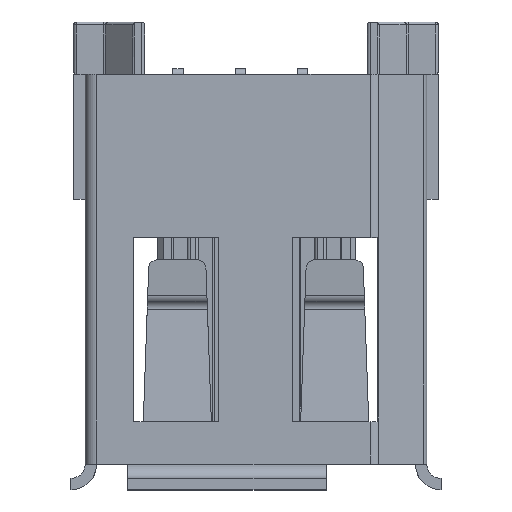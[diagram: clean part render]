
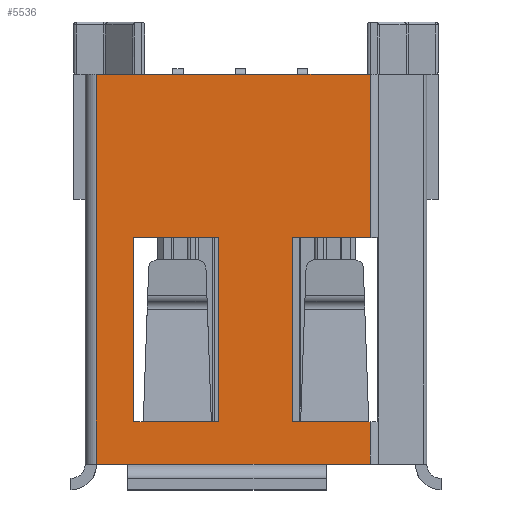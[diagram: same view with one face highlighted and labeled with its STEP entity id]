
A CAD part, top view. The second image highlights one B-rep face of the part: STEP entity #5536.
In plain terms, the highlighted planar face has unit normal (0, 0, 1).
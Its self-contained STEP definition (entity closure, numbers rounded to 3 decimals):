
#5402=AXIS2_PLACEMENT_3D('Plane Axis2P3D',#5399,#5400,#5401) ;
#2923=CARTESIAN_POINT('Vertex',(0.9,14.65,11.)) ;
#2926=CARTESIAN_POINT('Line Origine',(5.725,14.65,11.)) ;
#2930=CARTESIAN_POINT('Vertex',(10.55,14.65,11.)) ;
#5384=CARTESIAN_POINT('Vertex',(0.9,0.9,11.)) ;
#5387=CARTESIAN_POINT('Line Origine',(0.9,7.775,11.)) ;
#5399=CARTESIAN_POINT('Axis2P3D Location',(12.55,0.9,11.)) ;
#5404=CARTESIAN_POINT('Line Origine',(10.525,2.4,11.)) ;
#5408=CARTESIAN_POINT('Vertex',(10.5,2.4,11.)) ;
#5410=CARTESIAN_POINT('Vertex',(10.55,2.4,11.)) ;
#5413=CARTESIAN_POINT('Line Origine',(9.3,2.4,11.)) ;
#5417=CARTESIAN_POINT('Vertex',(8.1,2.4,11.)) ;
#5420=CARTESIAN_POINT('Line Origine',(7.95,2.4,11.)) ;
#5424=CARTESIAN_POINT('Vertex',(7.8,2.4,11.)) ;
#5427=CARTESIAN_POINT('Line Origine',(7.8,5.65,11.)) ;
#5431=CARTESIAN_POINT('Vertex',(7.8,8.9,11.)) ;
#5434=CARTESIAN_POINT('Line Origine',(9.175,8.9,11.)) ;
#5438=CARTESIAN_POINT('Vertex',(10.55,8.9,11.)) ;
#5441=CARTESIAN_POINT('Line Origine',(10.55,11.775,11.)) ;
#5446=CARTESIAN_POINT('Line Origine',(1.45,0.9,11.)) ;
#5450=CARTESIAN_POINT('Vertex',(2.,0.9,11.)) ;
#5453=CARTESIAN_POINT('Line Origine',(5.5,0.9,11.)) ;
#5457=CARTESIAN_POINT('Vertex',(9.,0.9,11.)) ;
#5460=CARTESIAN_POINT('Line Origine',(9.775,0.9,11.)) ;
#5464=CARTESIAN_POINT('Vertex',(10.55,0.9,11.)) ;
#5467=CARTESIAN_POINT('Line Origine',(10.55,1.65,11.)) ;
#5486=CARTESIAN_POINT('Line Origine',(3.7,8.9,11.)) ;
#5490=CARTESIAN_POINT('Vertex',(2.2,8.9,11.)) ;
#5492=CARTESIAN_POINT('Vertex',(5.2,8.9,11.)) ;
#5495=CARTESIAN_POINT('Line Origine',(5.2,5.65,11.)) ;
#5499=CARTESIAN_POINT('Vertex',(5.2,2.4,11.)) ;
#5502=CARTESIAN_POINT('Line Origine',(5.075,2.4,11.)) ;
#5506=CARTESIAN_POINT('Vertex',(4.95,2.4,11.)) ;
#5509=CARTESIAN_POINT('Line Origine',(3.75,2.4,11.)) ;
#5513=CARTESIAN_POINT('Vertex',(2.55,2.4,11.)) ;
#5516=CARTESIAN_POINT('Line Origine',(2.375,2.4,11.)) ;
#5520=CARTESIAN_POINT('Vertex',(2.2,2.4,11.)) ;
#5523=CARTESIAN_POINT('Line Origine',(2.2,5.65,11.)) ;
#2927=DIRECTION('Vector Direction',(-1.,0.,0.)) ;
#5388=DIRECTION('Vector Direction',(0.,1.,0.)) ;
#5400=DIRECTION('Axis2P3D Direction',(0.,0.,-1.)) ;
#5401=DIRECTION('Axis2P3D XDirection',(-1.,0.,0.)) ;
#5405=DIRECTION('Vector Direction',(-1.,0.,0.)) ;
#5414=DIRECTION('Vector Direction',(-1.,0.,0.)) ;
#5421=DIRECTION('Vector Direction',(-1.,0.,0.)) ;
#5428=DIRECTION('Vector Direction',(0.,-1.,0.)) ;
#5435=DIRECTION('Vector Direction',(1.,0.,0.)) ;
#5442=DIRECTION('Vector Direction',(0.,1.,0.)) ;
#5447=DIRECTION('Vector Direction',(-1.,0.,0.)) ;
#5454=DIRECTION('Vector Direction',(-1.,0.,0.)) ;
#5461=DIRECTION('Vector Direction',(-1.,0.,0.)) ;
#5468=DIRECTION('Vector Direction',(0.,1.,0.)) ;
#5487=DIRECTION('Vector Direction',(1.,0.,0.)) ;
#5496=DIRECTION('Vector Direction',(0.,1.,0.)) ;
#5503=DIRECTION('Vector Direction',(-1.,0.,0.)) ;
#5510=DIRECTION('Vector Direction',(-1.,0.,0.)) ;
#5517=DIRECTION('Vector Direction',(-1.,0.,0.)) ;
#5524=DIRECTION('Vector Direction',(0.,-1.,0.)) ;
#2928=VECTOR('Line Direction',#2927,1.) ;
#5389=VECTOR('Line Direction',#5388,1.) ;
#5406=VECTOR('Line Direction',#5405,1.) ;
#5415=VECTOR('Line Direction',#5414,1.) ;
#5422=VECTOR('Line Direction',#5421,1.) ;
#5429=VECTOR('Line Direction',#5428,1.) ;
#5436=VECTOR('Line Direction',#5435,1.) ;
#5443=VECTOR('Line Direction',#5442,1.) ;
#5448=VECTOR('Line Direction',#5447,1.) ;
#5455=VECTOR('Line Direction',#5454,1.) ;
#5462=VECTOR('Line Direction',#5461,1.) ;
#5469=VECTOR('Line Direction',#5468,1.) ;
#5488=VECTOR('Line Direction',#5487,1.) ;
#5497=VECTOR('Line Direction',#5496,1.) ;
#5504=VECTOR('Line Direction',#5503,1.) ;
#5511=VECTOR('Line Direction',#5510,1.) ;
#5518=VECTOR('Line Direction',#5517,1.) ;
#5525=VECTOR('Line Direction',#5524,1.) ;
#5473=ORIENTED_EDGE('',*,*,#5412,.F.) ;
#5474=ORIENTED_EDGE('',*,*,#5419,.T.) ;
#5475=ORIENTED_EDGE('',*,*,#5426,.T.) ;
#5476=ORIENTED_EDGE('',*,*,#5433,.T.) ;
#5477=ORIENTED_EDGE('',*,*,#5440,.T.) ;
#5478=ORIENTED_EDGE('',*,*,#5445,.T.) ;
#5479=ORIENTED_EDGE('',*,*,#2932,.F.) ;
#5480=ORIENTED_EDGE('',*,*,#5391,.F.) ;
#5481=ORIENTED_EDGE('',*,*,#5452,.T.) ;
#5482=ORIENTED_EDGE('',*,*,#5459,.T.) ;
#5483=ORIENTED_EDGE('',*,*,#5466,.T.) ;
#5484=ORIENTED_EDGE('',*,*,#5471,.T.) ;
#5529=ORIENTED_EDGE('',*,*,#5494,.T.) ;
#5530=ORIENTED_EDGE('',*,*,#5501,.T.) ;
#5531=ORIENTED_EDGE('',*,*,#5508,.T.) ;
#5532=ORIENTED_EDGE('',*,*,#5515,.F.) ;
#5533=ORIENTED_EDGE('',*,*,#5522,.T.) ;
#5534=ORIENTED_EDGE('',*,*,#5527,.T.) ;
#5535=FACE_BOUND('',#5528,.T.) ;
#5536=ADVANCED_FACE('FW_R4_R1H_3.1N1_RL',(#5485,#5535),#5403,.F.) ;
#2932=EDGE_CURVE('',#2924,#2931,#2929,.F.) ;
#5391=EDGE_CURVE('',#5385,#2924,#5390,.T.) ;
#5412=EDGE_CURVE('',#5409,#5411,#5407,.F.) ;
#5419=EDGE_CURVE('',#5409,#5418,#5416,.T.) ;
#5426=EDGE_CURVE('',#5418,#5425,#5423,.T.) ;
#5433=EDGE_CURVE('',#5425,#5432,#5430,.F.) ;
#5440=EDGE_CURVE('',#5432,#5439,#5437,.T.) ;
#5445=EDGE_CURVE('',#5439,#2931,#5444,.T.) ;
#5452=EDGE_CURVE('',#5385,#5451,#5449,.F.) ;
#5459=EDGE_CURVE('',#5451,#5458,#5456,.F.) ;
#5466=EDGE_CURVE('',#5458,#5465,#5463,.F.) ;
#5471=EDGE_CURVE('',#5465,#5411,#5470,.T.) ;
#5494=EDGE_CURVE('',#5491,#5493,#5489,.T.) ;
#5501=EDGE_CURVE('',#5493,#5500,#5498,.F.) ;
#5508=EDGE_CURVE('',#5500,#5507,#5505,.T.) ;
#5515=EDGE_CURVE('',#5514,#5507,#5512,.F.) ;
#5522=EDGE_CURVE('',#5514,#5521,#5519,.T.) ;
#5527=EDGE_CURVE('',#5521,#5491,#5526,.F.) ;
#5472=EDGE_LOOP('',(#5473,#5474,#5475,#5476,#5477,#5478,#5479,#5480,#5481,#5482,#5483,#5484)) ;
#5528=EDGE_LOOP('',(#5529,#5530,#5531,#5532,#5533,#5534)) ;
#5485=FACE_OUTER_BOUND('',#5472,.T.) ;
#2929=LINE('Line',#2926,#2928) ;
#5390=LINE('Line',#5387,#5389) ;
#5407=LINE('Line',#5404,#5406) ;
#5416=LINE('Line',#5413,#5415) ;
#5423=LINE('Line',#5420,#5422) ;
#5430=LINE('Line',#5427,#5429) ;
#5437=LINE('Line',#5434,#5436) ;
#5444=LINE('Line',#5441,#5443) ;
#5449=LINE('Line',#5446,#5448) ;
#5456=LINE('Line',#5453,#5455) ;
#5463=LINE('Line',#5460,#5462) ;
#5470=LINE('Line',#5467,#5469) ;
#5489=LINE('Line',#5486,#5488) ;
#5498=LINE('Line',#5495,#5497) ;
#5505=LINE('Line',#5502,#5504) ;
#5512=LINE('Line',#5509,#5511) ;
#5519=LINE('Line',#5516,#5518) ;
#5526=LINE('Line',#5523,#5525) ;
#5403=PLANE('',#5402) ;
#2924=VERTEX_POINT('',#2923) ;
#2931=VERTEX_POINT('',#2930) ;
#5385=VERTEX_POINT('',#5384) ;
#5409=VERTEX_POINT('',#5408) ;
#5411=VERTEX_POINT('',#5410) ;
#5418=VERTEX_POINT('',#5417) ;
#5425=VERTEX_POINT('',#5424) ;
#5432=VERTEX_POINT('',#5431) ;
#5439=VERTEX_POINT('',#5438) ;
#5451=VERTEX_POINT('',#5450) ;
#5458=VERTEX_POINT('',#5457) ;
#5465=VERTEX_POINT('',#5464) ;
#5491=VERTEX_POINT('',#5490) ;
#5493=VERTEX_POINT('',#5492) ;
#5500=VERTEX_POINT('',#5499) ;
#5507=VERTEX_POINT('',#5506) ;
#5514=VERTEX_POINT('',#5513) ;
#5521=VERTEX_POINT('',#5520) ;
